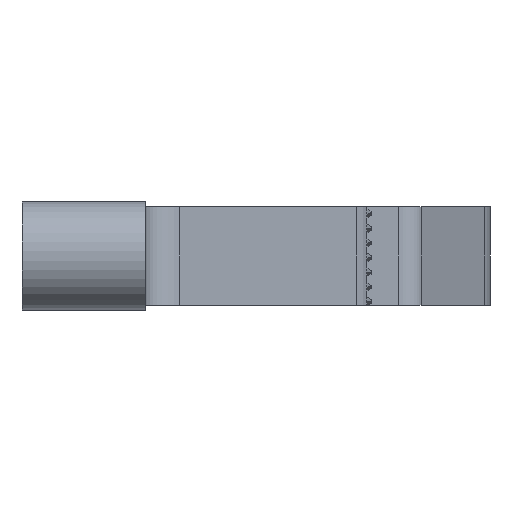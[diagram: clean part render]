
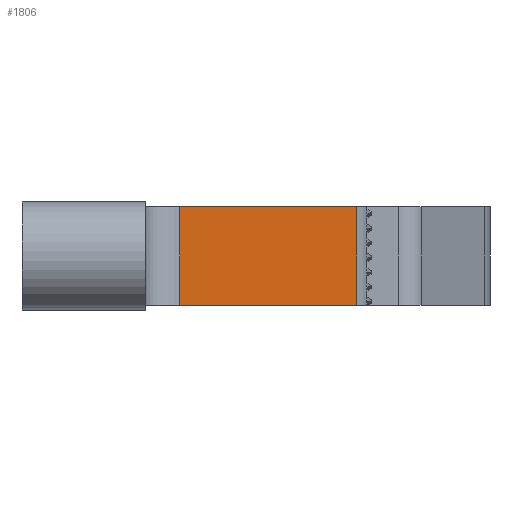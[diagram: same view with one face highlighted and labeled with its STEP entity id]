
A CAD part, left-side view. The second image highlights one B-rep face of the part: STEP entity #1806.
In plain terms, the highlighted planar face has unit normal (-1, 0, 0).
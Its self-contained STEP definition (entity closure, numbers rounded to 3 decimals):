
#7 = DIRECTION ( 'NONE',  ( 0., -1., 0. ) ) ;
#1176 = CARTESIAN_POINT ( 'NONE',  ( 68., 1.563, -10. ) ) ;
#1474 = CARTESIAN_POINT ( 'NONE',  ( 68., 37.563, 10. ) ) ;
#1806 = ADVANCED_FACE ( 'NONE', ( #3962 ), #25265, .F. ) ;
#3962 = FACE_OUTER_BOUND ( 'NONE', #14996, .T. ) ;
#5018 = CARTESIAN_POINT ( 'NONE',  ( 68., 1.563, 10. ) ) ;
#5735 = EDGE_CURVE ( 'NONE', #22576, #23253, #28142, .T. ) ;
#5777 = VECTOR ( 'NONE', #17088, 1000. ) ;
#6756 = DIRECTION ( 'NONE',  ( 1., 0., 0. ) ) ;
#6904 = CARTESIAN_POINT ( 'NONE',  ( 68., 37.563, 10. ) ) ;
#7557 = ORIENTED_EDGE ( 'NONE', *, *, #5735, .F. ) ;
#7934 = ORIENTED_EDGE ( 'NONE', *, *, #26860, .T. ) ;
#8862 = LINE ( 'NONE', #1474, #18005 ) ;
#10477 = CARTESIAN_POINT ( 'NONE',  ( 68., 37.563, -10. ) ) ;
#11251 = DIRECTION ( 'NONE',  ( 0., 0., -1. ) ) ;
#11698 = AXIS2_PLACEMENT_3D ( 'NONE', #13695, #6756, #11251 ) ;
#13069 = ORIENTED_EDGE ( 'NONE', *, *, #27612, .T. ) ;
#13582 = DIRECTION ( 'NONE',  ( 0., 0., -1. ) ) ;
#13625 = VERTEX_POINT ( 'NONE', #10477 ) ;
#13695 = CARTESIAN_POINT ( 'NONE',  ( 68., 1.563, 10. ) ) ;
#14433 = LINE ( 'NONE', #27920, #22874 ) ;
#14996 = EDGE_LOOP ( 'NONE', ( #13069, #24670, #7557, #7934 ) ) ;
#16760 = VERTEX_POINT ( 'NONE', #24960 ) ;
#17088 = DIRECTION ( 'NONE',  ( 0., -1., 0. ) ) ;
#18005 = VECTOR ( 'NONE', #29637, 1000. ) ;
#19776 = VECTOR ( 'NONE', #7, 1000. ) ;
#21841 = EDGE_CURVE ( 'NONE', #23253, #16760, #14433, .T. ) ;
#22576 = VERTEX_POINT ( 'NONE', #6904 ) ;
#22874 = VECTOR ( 'NONE', #13582, 1000. ) ;
#23253 = VERTEX_POINT ( 'NONE', #5018 ) ;
#24670 = ORIENTED_EDGE ( 'NONE', *, *, #21841, .F. ) ;
#24960 = CARTESIAN_POINT ( 'NONE',  ( 68., 1.563, -10. ) ) ;
#25265 = PLANE ( 'NONE',  #11698 ) ;
#26210 = CARTESIAN_POINT ( 'NONE',  ( 68., 1.563, 10. ) ) ;
#26860 = EDGE_CURVE ( 'NONE', #22576, #13625, #8862, .T. ) ;
#27612 = EDGE_CURVE ( 'NONE', #13625, #16760, #28602, .T. ) ;
#27920 = CARTESIAN_POINT ( 'NONE',  ( 68., 1.563, 10. ) ) ;
#28142 = LINE ( 'NONE', #26210, #5777 ) ;
#28602 = LINE ( 'NONE', #1176, #19776 ) ;
#29637 = DIRECTION ( 'NONE',  ( 0., 0., -1. ) ) ;
